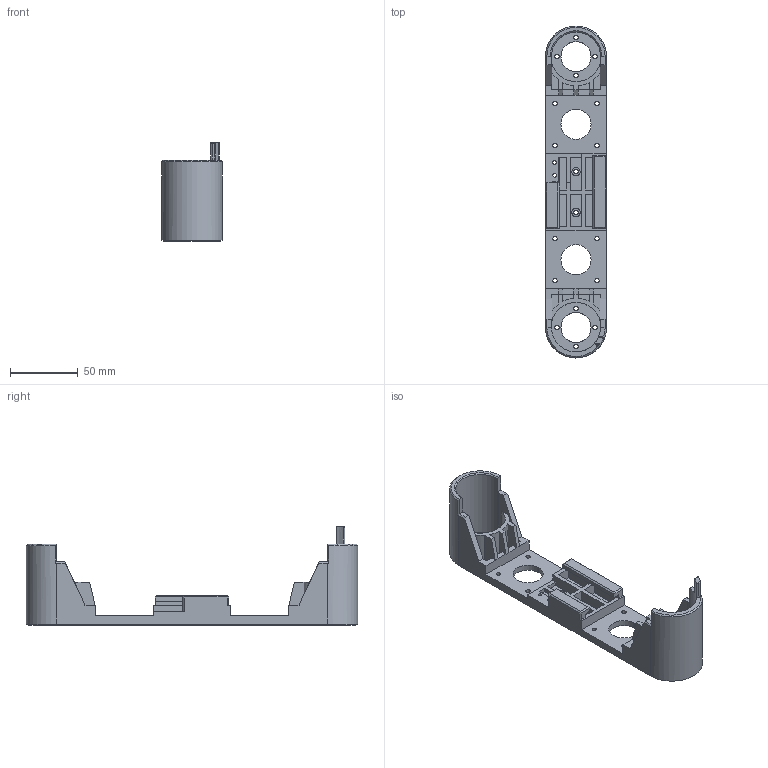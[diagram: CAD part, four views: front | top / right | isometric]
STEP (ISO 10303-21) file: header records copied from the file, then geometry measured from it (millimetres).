
FILE_DESCRIPTION (( 'STEP AP214' ), '1' );
FILE_NAME ('frame2.step', '2025-07-05T23:20:14', ( '' ), ( '' ), 'SwSTEP 2.0', 'SolidWorks 2022', '' );
FILE_SCHEMA (( 'AUTOMOTIVE_DESIGN' ));
Length unit declared in the file: millimetre
Products named in the file (1): frame2
Bounding box: 45 x 245 x 73 mm (x, y, z)
Volume: 116369.4 mm3; surface area: 57837.5 mm2
Topology: 1 solids, 1 shells, 302 faces, 813 edges, 530 vertices
Faces by surface type: plane 174, cylinder 121, cone 7
Entity records: 9617 total; most frequent: CARTESIAN_POINT 1688, DIRECTION 1675, ORIENTED_EDGE 1626, EDGE_CURVE 813, AXIS2_PLACEMENT_3D 573, VERTEX_POINT 530, LINE 529, VECTOR 529
